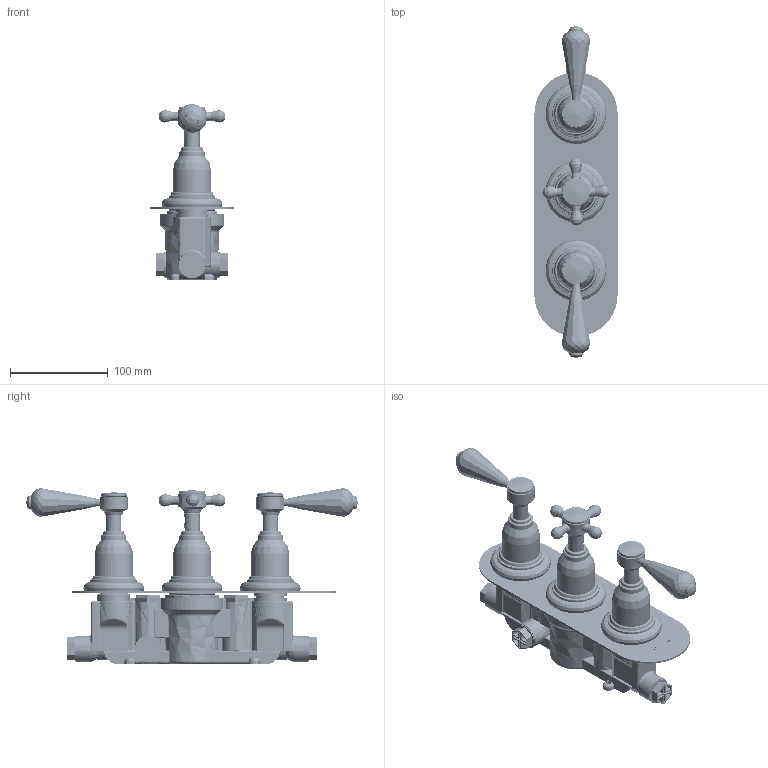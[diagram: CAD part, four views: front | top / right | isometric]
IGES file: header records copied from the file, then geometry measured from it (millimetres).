
Global section: file name: V202-TSB TSC; native system: Autodesk Inventor 2018; preprocessor: unknown; author: adaniels; date: 20171205.094037; units: millimetre
Bounding box: 85 x 339.24 x 179.84 mm (x, y, z)
Volume: 711965.4 mm3; surface area: 374576.9 mm2
Topology: 92 solids, 97 shells, 3180 faces, 8361 edges, 5532 vertices
Faces by surface type: bspline 3180
